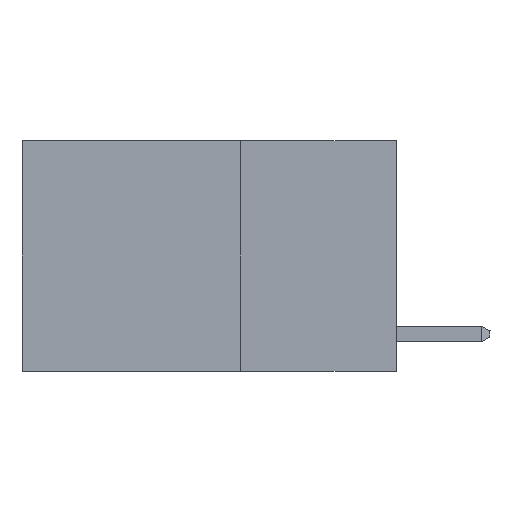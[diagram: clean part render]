
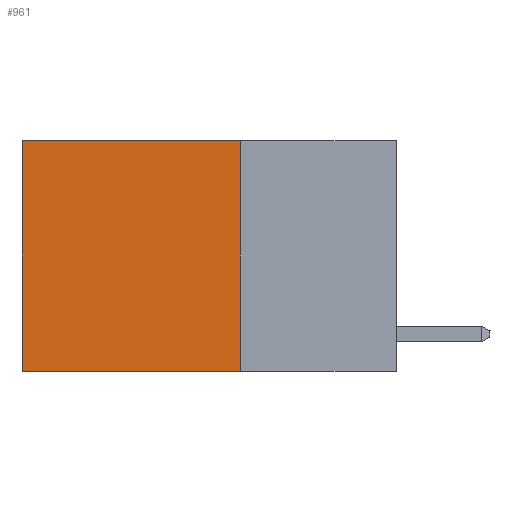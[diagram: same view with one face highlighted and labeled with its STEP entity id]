
A CAD part, left-side view. The second image highlights one B-rep face of the part: STEP entity #961.
In plain terms, the highlighted planar face has unit normal (-1, 0, 0).
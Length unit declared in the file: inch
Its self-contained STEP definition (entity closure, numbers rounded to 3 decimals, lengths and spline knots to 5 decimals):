
#545 = EDGE_CURVE ( 'NONE', #8603, #11173, #11392, .T. ) ;
#961 = ADVANCED_FACE ( 'NONE', ( #2796 ), #7240, .F. ) ;
#1297 = CARTESIAN_POINT ( 'NONE',  ( 0.2625, 0.25, -0.37 ) ) ;
#1332 = LINE ( 'NONE', #13033, #3935 ) ;
#1356 = ORIENTED_EDGE ( 'NONE', *, *, #2420, .T. ) ;
#2116 = EDGE_CURVE ( 'NONE', #10350, #8603, #6261, .T. ) ;
#2346 = CARTESIAN_POINT ( 'NONE',  ( 0.2625, 0.25, 0. ) ) ;
#2420 = EDGE_CURVE ( 'NONE', #12735, #11173, #1332, .T. ) ;
#2796 = FACE_OUTER_BOUND ( 'NONE', #7187, .T. ) ;
#2965 = ORIENTED_EDGE ( 'NONE', *, *, #545, .F. ) ;
#3386 = EDGE_CURVE ( 'NONE', #10350, #12735, #7129, .T. ) ;
#3567 = ORIENTED_EDGE ( 'NONE', *, *, #2116, .F. ) ;
#3907 = DIRECTION ( 'NONE',  ( 0., 1., 0. ) ) ;
#3935 = VECTOR ( 'NONE', #12989, 39.37008 ) ;
#3983 = CARTESIAN_POINT ( 'NONE',  ( 0.2625, 0.25, 0. ) ) ;
#4319 = CARTESIAN_POINT ( 'NONE',  ( 0.2625, 0.25, 0. ) ) ;
#5178 = VECTOR ( 'NONE', #9019, 39.37008 ) ;
#6261 = LINE ( 'NONE', #2346, #5178 ) ;
#7129 = LINE ( 'NONE', #3983, #12649 ) ;
#7187 = EDGE_LOOP ( 'NONE', ( #1356, #2965, #3567, #11716 ) ) ;
#7240 = PLANE ( 'NONE',  #14439 ) ;
#7637 = DIRECTION ( 'NONE',  ( 0., 0., -1. ) ) ;
#7872 = DIRECTION ( 'NONE',  ( 1., 0., 0. ) ) ;
#8010 = CARTESIAN_POINT ( 'NONE',  ( 0.2625, 0.25, 0. ) ) ;
#8122 = VECTOR ( 'NONE', #11691, 39.37008 ) ;
#8603 = VERTEX_POINT ( 'NONE', #14026 ) ;
#9019 = DIRECTION ( 'NONE',  ( 0., 0., -1. ) ) ;
#10350 = VERTEX_POINT ( 'NONE', #4319 ) ;
#11173 = VERTEX_POINT ( 'NONE', #13553 ) ;
#11392 = LINE ( 'NONE', #1297, #8122 ) ;
#11691 = DIRECTION ( 'NONE',  ( 0., 1., 0. ) ) ;
#11716 = ORIENTED_EDGE ( 'NONE', *, *, #3386, .T. ) ;
#12602 = CARTESIAN_POINT ( 'NONE',  ( 0.2625, 0.6, 0. ) ) ;
#12649 = VECTOR ( 'NONE', #3907, 39.37008 ) ;
#12735 = VERTEX_POINT ( 'NONE', #12602 ) ;
#12989 = DIRECTION ( 'NONE',  ( 0., 0., -1. ) ) ;
#13033 = CARTESIAN_POINT ( 'NONE',  ( 0.2625, 0.6, 0. ) ) ;
#13553 = CARTESIAN_POINT ( 'NONE',  ( 0.2625, 0.6, -0.37 ) ) ;
#14026 = CARTESIAN_POINT ( 'NONE',  ( 0.2625, 0.25, -0.37 ) ) ;
#14439 = AXIS2_PLACEMENT_3D ( 'NONE', #8010, #7872, #7637 ) ;
